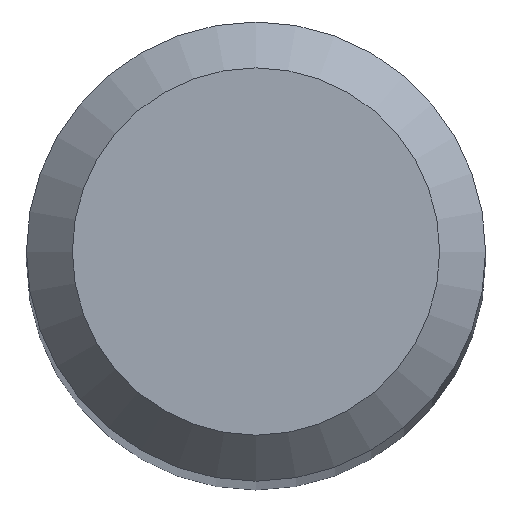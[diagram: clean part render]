
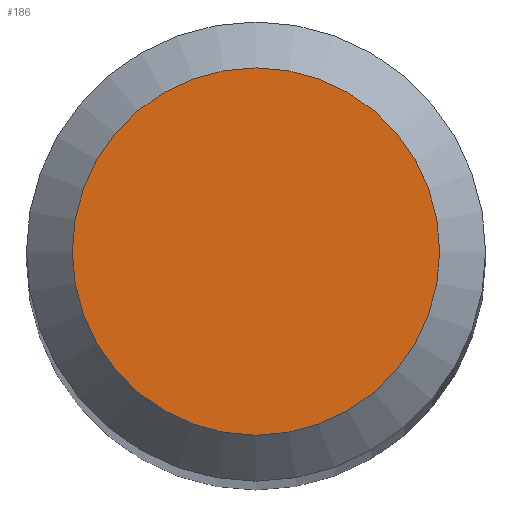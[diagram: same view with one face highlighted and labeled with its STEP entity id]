
A CAD part, top view. The second image highlights one B-rep face of the part: STEP entity #186.
In plain terms, the highlighted planar face has unit normal (0, 0, 1).
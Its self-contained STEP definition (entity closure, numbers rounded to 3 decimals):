
#10 = DIRECTION ( 'NONE',  ( 0., 1., 0. ) ) ;
#28 = AXIS2_PLACEMENT_3D ( 'NONE', #52, #129, #83 ) ;
#52 = CARTESIAN_POINT ( 'NONE',  ( 0., 0., 38. ) ) ;
#57 = CIRCLE ( 'NONE', #184, 1.2 ) ;
#68 = EDGE_LOOP ( 'NONE', ( #161 ) ) ;
#83 = DIRECTION ( 'NONE',  ( 0., 1., 0. ) ) ;
#129 = DIRECTION ( 'NONE',  ( 0., 0., -1. ) ) ;
#132 = CARTESIAN_POINT ( 'NONE',  ( 0., 1.2, 38. ) ) ;
#139 = DIRECTION ( 'NONE',  ( 0., 0., -1. ) ) ;
#143 = FACE_OUTER_BOUND ( 'NONE', #68, .T. ) ;
#161 = ORIENTED_EDGE ( 'NONE', *, *, #220, .F. ) ;
#174 = CARTESIAN_POINT ( 'NONE',  ( 0., 0., 38. ) ) ;
#184 = AXIS2_PLACEMENT_3D ( 'NONE', #174, #139, #10 ) ;
#186 = ADVANCED_FACE ( 'NONE', ( #143 ), #194, .F. ) ;
#194 = PLANE ( 'NONE',  #28 ) ;
#206 = VERTEX_POINT ( 'NONE', #132 ) ;
#220 = EDGE_CURVE ( 'NONE', #206, #206, #57, .T. ) ;
